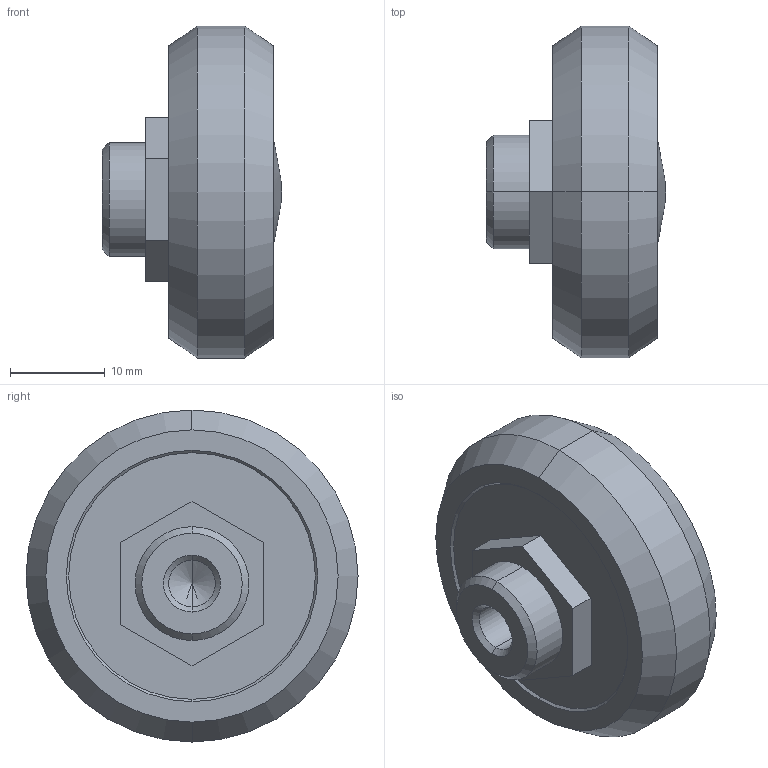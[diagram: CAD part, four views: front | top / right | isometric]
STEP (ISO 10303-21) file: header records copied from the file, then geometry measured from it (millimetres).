
FILE_DESCRIPTION (( 'STEP AP214' ), '1' );
FILE_NAME ('CPA43-2Z-Rollco.step', '2024-08-22T09:57:01', ( '' ), ( '' ), 'SwSTEP 2.0', 'SolidWorks 2010', '' );
FILE_SCHEMA (( 'AUTOMOTIVE_DESIGN' ));
Length unit declared in the file: millimetre
Products named in the file (1): CPA43-2Z-Rollco
Bounding box: 18.88 x 35 x 35 mm (x, y, z)
Volume: 10443.4 mm3; surface area: 3385.2 mm2
Topology: 1 solids, 1 shells, 39 faces, 82 edges, 51 vertices
Faces by surface type: cone 18, plane 13, cylinder 6, bspline 2
Entity records: 1168 total; most frequent: CARTESIAN_POINT 283, DIRECTION 190, ORIENTED_EDGE 160, EDGE_CURVE 80, AXIS2_PLACEMENT_3D 74, VERTEX_POINT 51, EDGE_LOOP 47, VECTOR 42
